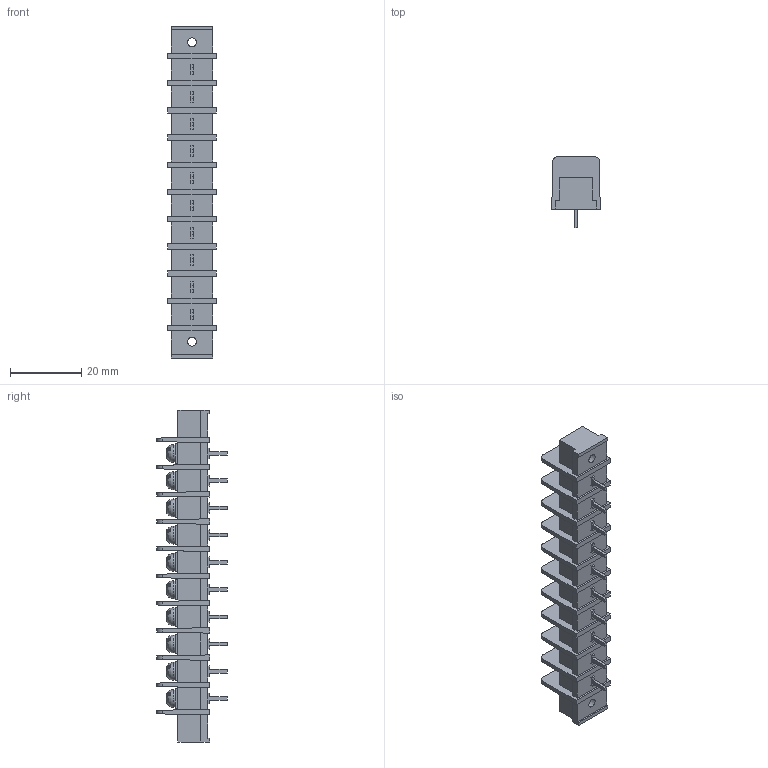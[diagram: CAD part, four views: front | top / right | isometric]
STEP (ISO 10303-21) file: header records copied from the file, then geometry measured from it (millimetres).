
FILE_DESCRIPTION (( 'STEP AP214' ), '1' );
FILE_NAME ('DG25C-A-10P-13-00A(H).STEP', '2024-05-30T05:39:46', ( '' ), ( '' ), 'SwSTEP 2.0', 'SolidWorks 2021', '' );
FILE_SCHEMA (( 'AUTOMOTIVE_DESIGN' ));
Length unit declared in the file: millimetre
Products named in the file (1): DG25C-A-10P-13-00A(H)
Bounding box: 13.5 x 19.8 x 92.94 mm (x, y, z)
Volume: 9438.2 mm3; surface area: 8271.6 mm2
Topology: 21 solids, 21 shells, 514 faces, 1310 edges, 872 vertices
Faces by surface type: plane 430, cylinder 60, bspline 20, cone 4
Entity records: 17924 total; most frequent: CARTESIAN_POINT 5059, ORIENTED_EDGE 2620, DIRECTION 2236, EDGE_CURVE 1310, LINE 1006, VECTOR 1006, VERTEX_POINT 872, AXIS2_PLACEMENT_3D 615
